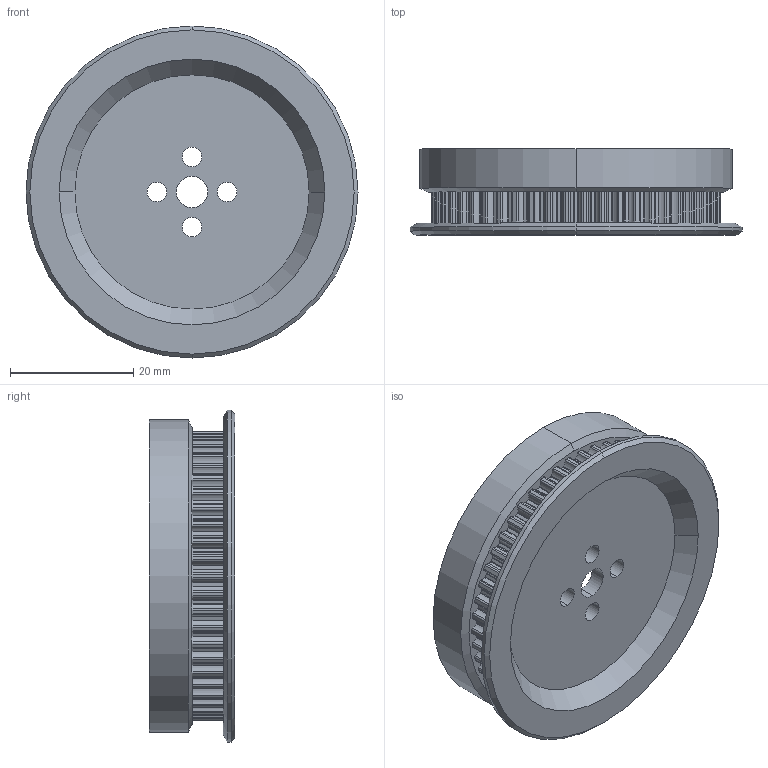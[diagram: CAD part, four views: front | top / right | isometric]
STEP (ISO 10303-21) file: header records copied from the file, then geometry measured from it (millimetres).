
FILE_DESCRIPTION (( 'STEP AP214' ), '1' );
FILE_NAME ('50T weapon motor pully.STEP', '2022-09-09T20:52:49', ( '' ), ( '' ), 'SwSTEP 2.0', 'SolidWorks 2021', '' );
FILE_SCHEMA (( 'AUTOMOTIVE_DESIGN' ));
Length unit declared in the file: inch
Products named in the file (1): 50T weapon motor pully
Bounding box: 53.98 x 13.97 x 53.98 mm (x, y, z)
Volume: 10374 mm3; surface area: 8844.1 mm2
Topology: 1 solids, 1 shells, 477 faces, 1405 edges, 934 vertices
Faces by surface type: cylinder 461, cone 10, plane 6
Entity records: 16529 total; most frequent: DIRECTION 3295, CARTESIAN_POINT 2817, ORIENTED_EDGE 2810, AXIS2_PLACEMENT_3D 1412, EDGE_CURVE 1405, CIRCLE 934, VERTEX_POINT 934, EDGE_LOOP 491
